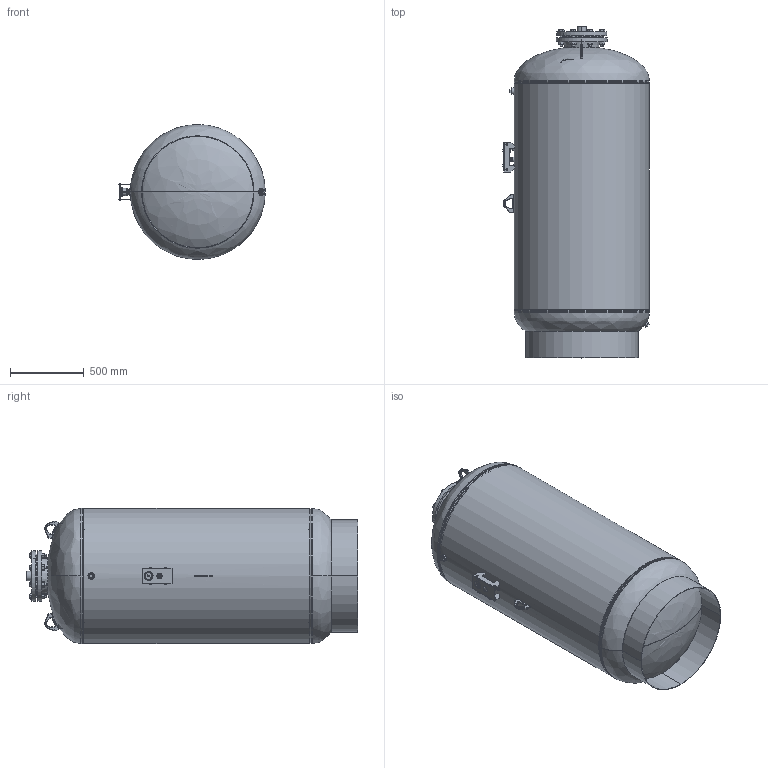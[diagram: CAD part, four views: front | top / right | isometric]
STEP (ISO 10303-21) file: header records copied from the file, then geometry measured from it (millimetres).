
FILE_DESCRIPTION (( 'STEP AP203' ), '1' );
FILE_NAME ('NLA-1200.STEP', '2021-03-25T16:51:59', ( '' ), ( '' ), 'SwSTEP 2.0', 'SolidWorks 2021', '' );
FILE_SCHEMA (( 'CONFIG_CONTROL_DESIGN' ));
Length unit declared in the file: inch
Products named in the file (30): 07200310_5081T17; 9801685_80; 22Q0617; 9800630_HHNUT 0.7500-10-D-N; 9200210; 99K0777; 9500050; 9800460_03-34; 9800582_HHBOLT 0.7500-10x4x4-N; 9800240^A-V317005_9800240; 99P3903; BLIND FLANGES ASME B16.5_8 150# SA-105; 9400542; 9800687_4464K255; 99B1004; PLUGS_9500150; 9500040; 99K0776; PLUGS_9500140; 9801686_5388K24; 99M0618; Couplings_9500564; 9800448; 9500000; 9800401_9800400; 99J0601; 9500010; NLA-1200; 9500030
Assembly tree (47 placements, depth 2):
  NLA-1200
    99B1004
    9200210
    9200210
    9500000
    9500010
    9500030
    9500040  x2
    9500050
    Couplings_9500564
    9800460_03-34
    07200310_5081T17
    9800401_9800400
    9800687_4464K255
    9801685_80
    9801686_5388K24
    99P3903
    PLUGS_9500140
    PLUGS_9500150
    99M0618
    BLIND FLANGES ASME B16.5_8 150# SA-105
    9800582_HHBOLT 0.7500-10x4x4-N  x8
    9800630_HHNUT 0.7500-10-D-N  x8
    9800240^A-V317005_9800240
    22Q0617
    9800448
    99J0601
    9400542  x3
    99K0776  x2
    99K0777
Bounding box: 992.68 x 2247.17 x 914.55 mm (x, y, z)
Volume: 47162117.1 mm3; surface area: 17913047.9 mm2
Topology: 52 solids, 52 shells, 2320 faces, 6311 edges, 3998 vertices
Faces by surface type: cylinder 1063, plane 541, cone 448, bspline 150, torus 109, sphere 9
Full cylindrical faces by diameter (mm): 904.24 x1, 914.552 x1
Entity records: 114879 total; most frequent: CARTESIAN_POINT 65881, ORIENTED_EDGE 10374, DIRECTION 8041, EDGE_CURVE 5187, VERTEX_POINT 3339, AXIS2_PLACEMENT_3D 3209, EDGE_LOOP 2374, B_SPLINE_CURVE_WITH_KNOTS 1931
